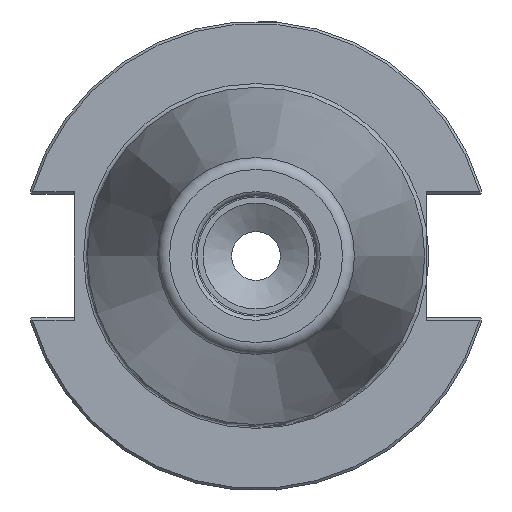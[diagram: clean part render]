
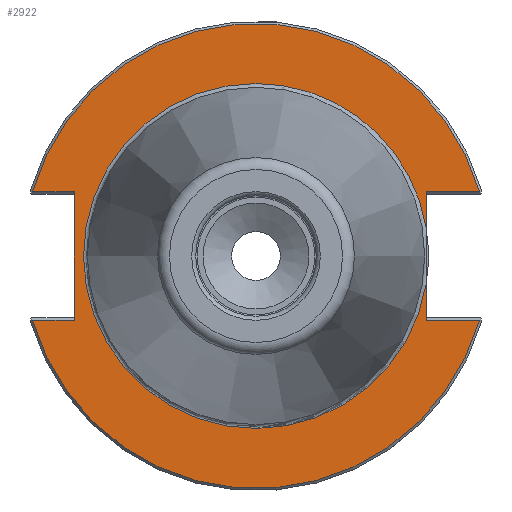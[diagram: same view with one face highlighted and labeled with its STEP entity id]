
A CAD part, left-side view. The second image highlights one B-rep face of the part: STEP entity #2922.
In plain terms, the highlighted planar face has unit normal (-1, 0, 0).
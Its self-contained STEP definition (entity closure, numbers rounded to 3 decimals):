
#175=PLANE('',#3140);
#253=FACE_OUTER_BOUND('',#409,.T.);
#409=EDGE_LOOP('',(#2033,#2034,#2035,#2036,#2037,#2038,#2039,#2040,#2041,
#2042,#2043));
#579=LINE('',#4699,#728);
#583=LINE('',#4707,#732);
#584=LINE('',#4711,#733);
#585=LINE('',#4713,#734);
#586=LINE('',#4715,#735);
#587=LINE('',#4719,#736);
#588=LINE('',#4721,#737);
#728=VECTOR('',#3618,10.);
#732=VECTOR('',#3624,10.);
#733=VECTOR('',#3627,10.);
#734=VECTOR('',#3628,10.);
#735=VECTOR('',#3629,10.);
#736=VECTOR('',#3632,10.);
#737=VECTOR('',#3633,10.);
#901=CIRCLE('',#3141,48.25);
#902=CIRCLE('',#3142,48.25);
#903=CIRCLE('',#3143,35.8);
#904=CIRCLE('',#3144,35.8);
#1152=VERTEX_POINT('',#4694);
#1153=VERTEX_POINT('',#4698);
#1156=VERTEX_POINT('',#4706);
#1157=VERTEX_POINT('',#4708);
#1158=VERTEX_POINT('',#4710);
#1159=VERTEX_POINT('',#4712);
#1160=VERTEX_POINT('',#4714);
#1161=VERTEX_POINT('',#4716);
#1162=VERTEX_POINT('',#4718);
#1163=VERTEX_POINT('',#4720);
#1164=VERTEX_POINT('',#4722);
#1509=EDGE_CURVE('',#1152,#1153,#579,.T.);
#1513=EDGE_CURVE('',#1156,#1153,#583,.T.);
#1514=EDGE_CURVE('',#1157,#1152,#901,.T.);
#1515=EDGE_CURVE('',#1158,#1157,#584,.T.);
#1516=EDGE_CURVE('',#1158,#1159,#585,.T.);
#1517=EDGE_CURVE('',#1160,#1159,#586,.T.);
#1518=EDGE_CURVE('',#1161,#1160,#902,.T.);
#1519=EDGE_CURVE('',#1162,#1161,#587,.T.);
#1520=EDGE_CURVE('',#1162,#1163,#588,.T.);
#1521=EDGE_CURVE('',#1163,#1164,#903,.T.);
#1522=EDGE_CURVE('',#1164,#1156,#904,.T.);
#2033=ORIENTED_EDGE('',*,*,#1513,.T.);
#2034=ORIENTED_EDGE('',*,*,#1509,.F.);
#2035=ORIENTED_EDGE('',*,*,#1514,.F.);
#2036=ORIENTED_EDGE('',*,*,#1515,.F.);
#2037=ORIENTED_EDGE('',*,*,#1516,.T.);
#2038=ORIENTED_EDGE('',*,*,#1517,.F.);
#2039=ORIENTED_EDGE('',*,*,#1518,.F.);
#2040=ORIENTED_EDGE('',*,*,#1519,.F.);
#2041=ORIENTED_EDGE('',*,*,#1520,.T.);
#2042=ORIENTED_EDGE('',*,*,#1521,.T.);
#2043=ORIENTED_EDGE('',*,*,#1522,.T.);
#2922=ADVANCED_FACE('',(#253),#175,.T.);
#3140=AXIS2_PLACEMENT_3D('',#4705,#3622,#3623);
#3141=AXIS2_PLACEMENT_3D('',#4709,#3625,#3626);
#3142=AXIS2_PLACEMENT_3D('',#4717,#3630,#3631);
#3143=AXIS2_PLACEMENT_3D('',#4723,#3634,#3635);
#3144=AXIS2_PLACEMENT_3D('',#4724,#3636,#3637);
#3618=DIRECTION('',(0.,1.,0.));
#3622=DIRECTION('center_axis',(-1.,0.,0.));
#3623=DIRECTION('ref_axis',(0.,0.,1.));
#3624=DIRECTION('',(0.,0.,1.));
#3625=DIRECTION('center_axis',(1.,0.,0.));
#3626=DIRECTION('ref_axis',(0.,0.,-1.));
#3627=DIRECTION('',(0.,1.,0.));
#3628=DIRECTION('',(0.,0.,-1.));
#3629=DIRECTION('',(0.,-1.,0.));
#3630=DIRECTION('center_axis',(1.,0.,0.));
#3631=DIRECTION('ref_axis',(0.,0.,-1.));
#3632=DIRECTION('',(0.,-1.,0.));
#3633=DIRECTION('',(0.,0.,1.));
#3634=DIRECTION('center_axis',(1.,0.,0.));
#3635=DIRECTION('ref_axis',(0.,0.,-1.));
#3636=DIRECTION('center_axis',(1.,0.,0.));
#3637=DIRECTION('ref_axis',(0.,0.,-1.));
#4694=CARTESIAN_POINT('',(1.5,-46.373,13.325));
#4698=CARTESIAN_POINT('',(1.5,-35.3,13.325));
#4699=CARTESIAN_POINT('',(1.5,6.475,13.325));
#4705=CARTESIAN_POINT('Origin',(1.5,48.25,0.));
#4706=CARTESIAN_POINT('',(1.5,-35.3,5.962));
#4707=CARTESIAN_POINT('',(1.5,-35.3,-6.413));
#4708=CARTESIAN_POINT('',(1.5,46.373,13.325));
#4709=CARTESIAN_POINT('Origin',(1.5,0.,
0.));
#4710=CARTESIAN_POINT('',(1.5,37.7,13.325));
#4711=CARTESIAN_POINT('',(1.5,61.395,13.325));
#4712=CARTESIAN_POINT('',(1.5,37.7,-13.325));
#4713=CARTESIAN_POINT('',(1.5,37.7,6.413));
#4714=CARTESIAN_POINT('',(1.5,46.373,-13.325));
#4715=CARTESIAN_POINT('',(1.5,42.975,-13.325));
#4716=CARTESIAN_POINT('',(1.5,-46.373,-13.325));
#4717=CARTESIAN_POINT('Origin',(1.5,0.,
0.));
#4718=CARTESIAN_POINT('',(1.5,-35.3,-13.325));
#4719=CARTESIAN_POINT('',(1.5,-13.707,-13.325));
#4720=CARTESIAN_POINT('',(1.5,-35.3,-5.962));
#4721=CARTESIAN_POINT('',(1.5,-35.3,-6.413));
#4722=CARTESIAN_POINT('',(1.5,0.,35.8));
#4723=CARTESIAN_POINT('Origin',(1.5,0.,
0.));
#4724=CARTESIAN_POINT('Origin',(1.5,0.,
0.));
